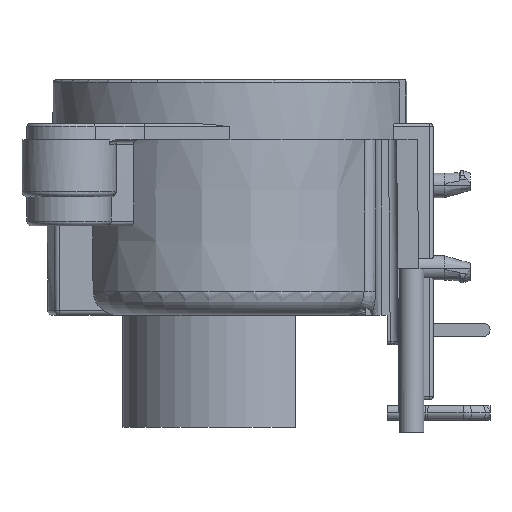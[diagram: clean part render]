
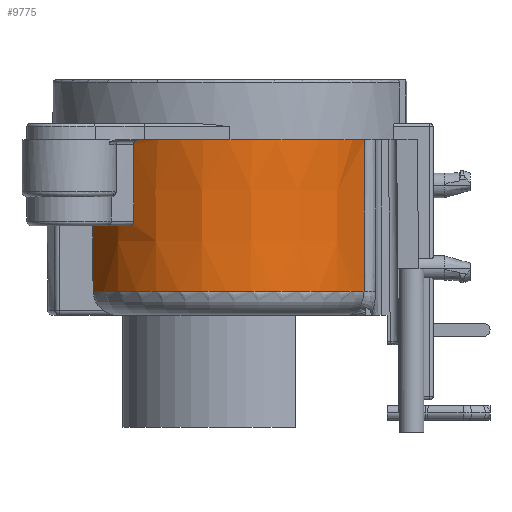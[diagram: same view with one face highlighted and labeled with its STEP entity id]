
A CAD part, left-side view. The second image highlights one B-rep face of the part: STEP entity #9775.
In plain terms, the highlighted conical face has half-angle 0.641 degrees and reference radius 9.107 mm.
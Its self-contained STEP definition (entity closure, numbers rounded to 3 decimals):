
#855=CARTESIAN_POINT('',(0.,0.,-1.));
#856=DIRECTION('',(0.,0.,-1.));
#857=DIRECTION('',(-0.421,-0.907,0.));
#858=AXIS2_PLACEMENT_3D('',#855,#856,#857);
#905=CARTESIAN_POINT('',(-3.857,-8.307,
-1.));
#906=CARTESIAN_POINT('',(-3.844,-8.301,
-2.035));
#907=CARTESIAN_POINT('',(-3.817,-8.287,
-4.104));
#908=CARTESIAN_POINT('',(-3.776,-8.267,
-7.21));
#909=CARTESIAN_POINT('',(-3.75,-8.254,
-9.281));
#910=CARTESIAN_POINT('',(-3.736,-8.248,
-10.317));
#912=CARTESIAN_POINT('',(-3.319,8.424,-10.317));
#913=CARTESIAN_POINT('',(-3.327,8.433,-9.314));
#914=CARTESIAN_POINT('',(-3.345,8.45,-7.31));
#915=CARTESIAN_POINT('',(-3.371,8.476,-4.303));
#916=CARTESIAN_POINT('',(-3.389,8.493,-2.299));
#917=CARTESIAN_POINT('',(-3.397,8.502,-1.297));
#919=CARTESIAN_POINT('',(-5.929,6.976,-1.297));
#920=CARTESIAN_POINT('',(-5.928,6.969,-1.82));
#921=CARTESIAN_POINT('',(-5.927,6.955,-2.865));
#922=CARTESIAN_POINT('',(-5.925,6.933,-4.434));
#923=CARTESIAN_POINT('',(-5.924,6.919,-5.48));
#924=CARTESIAN_POINT('',(-5.923,6.912,-6.003));
#926=CARTESIAN_POINT('',(-6.912,5.923,-6.003));
#927=CARTESIAN_POINT('',(-6.919,5.924,-5.48));
#928=CARTESIAN_POINT('',(-6.933,5.925,-4.434));
#929=CARTESIAN_POINT('',(-6.955,5.927,-2.866));
#930=CARTESIAN_POINT('',(-6.969,5.928,-1.82));
#931=CARTESIAN_POINT('',(-6.976,5.929,-1.297));
#942=CARTESIAN_POINT('',(-7.17,5.698,-1.));
#943=CARTESIAN_POINT('',(-7.15,5.723,-1.));
#944=CARTESIAN_POINT('',(-7.111,5.772,-1.01));
#945=CARTESIAN_POINT('',(-7.057,5.838,-1.053));
#946=CARTESIAN_POINT('',(-7.013,5.889,-1.12));
#947=CARTESIAN_POINT('',(-6.984,5.922,-1.204));
#948=CARTESIAN_POINT('',(-6.977,5.929,-1.266));
#949=CARTESIAN_POINT('',(-6.976,5.929,-1.297));
#1059=CARTESIAN_POINT('',(-6.912,5.923,
-6.003));
#1060=CARTESIAN_POINT('',(-6.912,5.923,
-6.034));
#1061=CARTESIAN_POINT('',(-6.904,5.93,
-6.096));
#1062=CARTESIAN_POINT('',(-6.875,5.963,
-6.18));
#1063=CARTESIAN_POINT('',(-6.83,6.013,
-6.247));
#1064=CARTESIAN_POINT('',(-6.774,6.076,
-6.29));
#1065=CARTESIAN_POINT('',(-6.732,6.122,-6.3));
#1066=CARTESIAN_POINT('',(-6.71,6.146,-6.3));
#1135=CARTESIAN_POINT('',(0.,0.,-6.3));
#1136=DIRECTION('',(0.,0.,-1.));
#1137=DIRECTION('',(-0.737,0.675,0.));
#1138=AXIS2_PLACEMENT_3D('',#1135,#1136,#1137);
#1168=CARTESIAN_POINT('',(-6.146,6.71,-6.3));
#1169=CARTESIAN_POINT('',(-6.123,6.732,-6.3));
#1170=CARTESIAN_POINT('',(-6.076,6.774,
-6.29));
#1171=CARTESIAN_POINT('',(-6.013,6.83,
-6.247));
#1172=CARTESIAN_POINT('',(-5.963,6.875,
-6.18));
#1173=CARTESIAN_POINT('',(-5.93,6.904,
-6.096));
#1174=CARTESIAN_POINT('',(-5.923,6.912,
-6.034));
#1175=CARTESIAN_POINT('',(-5.923,6.912,
-6.003));
#1277=CARTESIAN_POINT('',(0.,0.,-1.297));
#1278=DIRECTION('',(0.,0.,-1.));
#1279=DIRECTION('',(-0.648,0.762,0.));
#1280=AXIS2_PLACEMENT_3D('',#1277,#1278,#1279);
#1658=CARTESIAN_POINT('',(0.,0.,-10.317));
#1659=DIRECTION('',(0.,0.,1.));
#1660=DIRECTION('',(-0.367,0.93,0.));
#1661=AXIS2_PLACEMENT_3D('',#1658,#1659,#1660);
#7157=CARTESIAN_POINT('',(-3.857,-8.307,
-1.));
#7158=CARTESIAN_POINT('',(-7.17,5.698,
-1.));
#7159=VERTEX_POINT('',#7157);
#7160=VERTEX_POINT('',#7158);
#7175=VERTEX_POINT('',#910);
#7176=CARTESIAN_POINT('',(-3.319,8.424,
-10.317));
#7177=VERTEX_POINT('',#7176);
#7178=VERTEX_POINT('',#917);
#7179=CARTESIAN_POINT('',(-5.929,6.976,
-1.297));
#7180=VERTEX_POINT('',#7179);
#7181=VERTEX_POINT('',#924);
#7182=VERTEX_POINT('',#1168);
#7183=CARTESIAN_POINT('',(-6.71,6.146,-6.3));
#7184=VERTEX_POINT('',#7183);
#7185=VERTEX_POINT('',#1059);
#7186=VERTEX_POINT('',#931);
#9748=CARTESIAN_POINT('',(0.,0.,-5.658));
#9749=DIRECTION('',(0.,0.,1.));
#9750=DIRECTION('',(0.,1.,0.));
#9751=AXIS2_PLACEMENT_3D('',#9748,#9749,#9750);
#9752=CONICAL_SURFACE('',#9751,9.106,0.641);
#9754=ORIENTED_EDGE('',*,*,#9753,.F.);
#9755=ORIENTED_EDGE('',*,*,#9692,.F.);
#9756=ORIENTED_EDGE('',*,*,#9738,.T.);
#9758=ORIENTED_EDGE('',*,*,#9757,.F.);
#9760=ORIENTED_EDGE('',*,*,#9759,.T.);
#9762=ORIENTED_EDGE('',*,*,#9761,.F.);
#9764=ORIENTED_EDGE('',*,*,#9763,.T.);
#9766=ORIENTED_EDGE('',*,*,#9765,.F.);
#9768=ORIENTED_EDGE('',*,*,#9767,.F.);
#9770=ORIENTED_EDGE('',*,*,#9769,.F.);
#9772=ORIENTED_EDGE('',*,*,#9771,.T.);
#9773=EDGE_LOOP('',(#9754,#9755,#9756,#9758,#9760,#9762,#9764,#9766,#9768,#9770,
#9772));
#9774=FACE_OUTER_BOUND('',#9773,.F.);
#9775=ADVANCED_FACE('',(#9774),#9752,.T.);
#859=CIRCLE('',#858,9.159);
#911=B_SPLINE_CURVE_WITH_KNOTS('',3,(#905,#906,#907,#908,#909,#910),
.UNSPECIFIED.,.F.,.F.,(4,1,1,4),(0.,0.333,0.667,1.),
.UNSPECIFIED.);
#918=B_SPLINE_CURVE_WITH_KNOTS('',3,(#912,#913,#914,#915,#916,#917),
.UNSPECIFIED.,.F.,.F.,(4,1,1,4),(0.,0.333,0.667,1.),
.UNSPECIFIED.);
#925=B_SPLINE_CURVE_WITH_KNOTS('',3,(#919,#920,#921,#922,#923,#924),
.UNSPECIFIED.,.F.,.F.,(4,1,1,4),(0.,0.333,0.667,1.),
.UNSPECIFIED.);
#932=B_SPLINE_CURVE_WITH_KNOTS('',3,(#926,#927,#928,#929,#930,#931),
.UNSPECIFIED.,.F.,.F.,(4,1,1,4),(0.,0.333,0.667,1.),
.UNSPECIFIED.);
#950=B_SPLINE_CURVE_WITH_KNOTS('',3,(#942,#943,#944,#945,#946,#947,#948,#949),
.UNSPECIFIED.,.F.,.F.,(4,1,1,1,1,4),(0.,0.2,0.4,0.6,0.8,1.),
.UNSPECIFIED.);
#1067=B_SPLINE_CURVE_WITH_KNOTS('',3,(#1059,#1060,#1061,#1062,#1063,#1064,#1065,
#1066),.UNSPECIFIED.,.F.,.F.,(4,1,1,1,1,4),(0.,0.2,0.4,0.6,0.8,1.),
.UNSPECIFIED.);
#1139=CIRCLE('',#1138,9.099);
#1176=B_SPLINE_CURVE_WITH_KNOTS('',3,(#1168,#1169,#1170,#1171,#1172,#1173,#1174,
#1175),.UNSPECIFIED.,.F.,.F.,(4,1,1,1,1,4),(0.,0.2,0.4,0.6,0.8,1.),
.UNSPECIFIED.);
#1281=CIRCLE('',#1280,9.155);
#1662=CIRCLE('',#1661,9.054);
#9692=EDGE_CURVE('',#7159,#7160,#859,.T.);
#9738=EDGE_CURVE('',#7159,#7175,#911,.T.);
#9753=EDGE_CURVE('',#7160,#7186,#950,.T.);
#9757=EDGE_CURVE('',#7177,#7175,#1662,.T.);
#9759=EDGE_CURVE('',#7177,#7178,#918,.T.);
#9761=EDGE_CURVE('',#7180,#7178,#1281,.T.);
#9763=EDGE_CURVE('',#7180,#7181,#925,.T.);
#9765=EDGE_CURVE('',#7182,#7181,#1176,.T.);
#9767=EDGE_CURVE('',#7184,#7182,#1139,.T.);
#9769=EDGE_CURVE('',#7185,#7184,#1067,.T.);
#9771=EDGE_CURVE('',#7185,#7186,#932,.T.);
